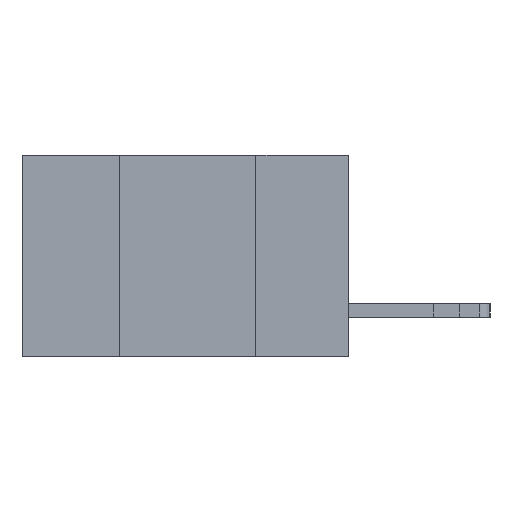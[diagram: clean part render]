
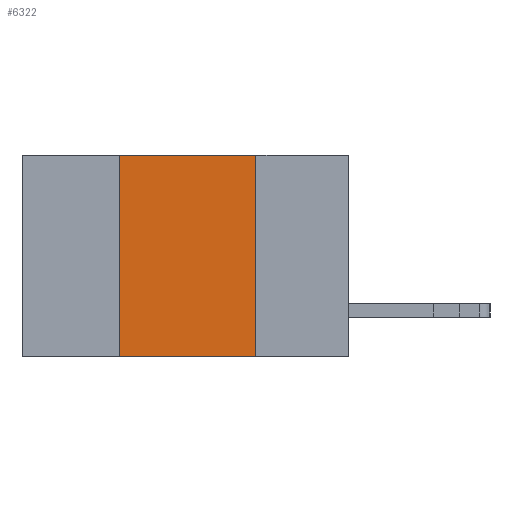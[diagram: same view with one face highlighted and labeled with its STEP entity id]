
A CAD part, left-side view. The second image highlights one B-rep face of the part: STEP entity #6322.
In plain terms, the highlighted planar face has unit normal (-1, 0, 0).
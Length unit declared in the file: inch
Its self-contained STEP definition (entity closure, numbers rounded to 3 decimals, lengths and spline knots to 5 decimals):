
#6 = VECTOR ( 'NONE', #4841, 39.37008 ) ;
#31 = ORIENTED_EDGE ( 'NONE', *, *, #4885, .F. ) ;
#134 = VECTOR ( 'NONE', #12560, 39.37008 ) ;
#140 = VECTOR ( 'NONE', #4673, 39.37008 ) ;
#693 = VERTEX_POINT ( 'NONE', #2105 ) ;
#1781 = CARTESIAN_POINT ( 'NONE',  ( 0., 0.42, -0.37 ) ) ;
#2046 = CARTESIAN_POINT ( 'NONE',  ( 0., 0.42, 0. ) ) ;
#2105 = CARTESIAN_POINT ( 'NONE',  ( 0., 0.17, -0.37 ) ) ;
#2839 = AXIS2_PLACEMENT_3D ( 'NONE', #14076, #15440, #7516 ) ;
#3116 = ORIENTED_EDGE ( 'NONE', *, *, #15765, .F. ) ;
#3366 = CARTESIAN_POINT ( 'NONE',  ( 0., 0.17, 0. ) ) ;
#3557 = VECTOR ( 'NONE', #6979, 39.37008 ) ;
#3566 = CARTESIAN_POINT ( 'NONE',  ( 0., 0.42, 0. ) ) ;
#3597 = VERTEX_POINT ( 'NONE', #1781 ) ;
#4463 = FACE_OUTER_BOUND ( 'NONE', #4634, .T. ) ;
#4601 = VERTEX_POINT ( 'NONE', #9388 ) ;
#4634 = EDGE_LOOP ( 'NONE', ( #31, #3116, #15091, #13971 ) ) ;
#4673 = DIRECTION ( 'NONE',  ( 0., 0., -1. ) ) ;
#4841 = DIRECTION ( 'NONE',  ( 0., -1., 0. ) ) ;
#4885 = EDGE_CURVE ( 'NONE', #4601, #693, #12926, .T. ) ;
#5661 = CARTESIAN_POINT ( 'NONE',  ( 0., 0.6, 0. ) ) ;
#6186 = PLANE ( 'NONE',  #2839 ) ;
#6322 = ADVANCED_FACE ( 'NONE', ( #4463 ), #6186, .F. ) ;
#6642 = LINE ( 'NONE', #5661, #3557 ) ;
#6979 = DIRECTION ( 'NONE',  ( 0., -1., 0. ) ) ;
#7041 = LINE ( 'NONE', #11414, #6 ) ;
#7516 = DIRECTION ( 'NONE',  ( 0., 0., -1. ) ) ;
#9388 = CARTESIAN_POINT ( 'NONE',  ( 0., 0.17, 0. ) ) ;
#11087 = EDGE_CURVE ( 'NONE', #3597, #16644, #14605, .T. ) ;
#11414 = CARTESIAN_POINT ( 'NONE',  ( 0., 0.6, -0.37 ) ) ;
#12560 = DIRECTION ( 'NONE',  ( 0., 0., 1. ) ) ;
#12926 = LINE ( 'NONE', #3366, #140 ) ;
#13937 = EDGE_CURVE ( 'NONE', #3597, #693, #7041, .T. ) ;
#13971 = ORIENTED_EDGE ( 'NONE', *, *, #13937, .T. ) ;
#14076 = CARTESIAN_POINT ( 'NONE',  ( 0., 0.6, 0. ) ) ;
#14605 = LINE ( 'NONE', #2046, #134 ) ;
#15091 = ORIENTED_EDGE ( 'NONE', *, *, #11087, .F. ) ;
#15440 = DIRECTION ( 'NONE',  ( 1., 0., 0. ) ) ;
#15765 = EDGE_CURVE ( 'NONE', #16644, #4601, #6642, .T. ) ;
#16644 = VERTEX_POINT ( 'NONE', #3566 ) ;
